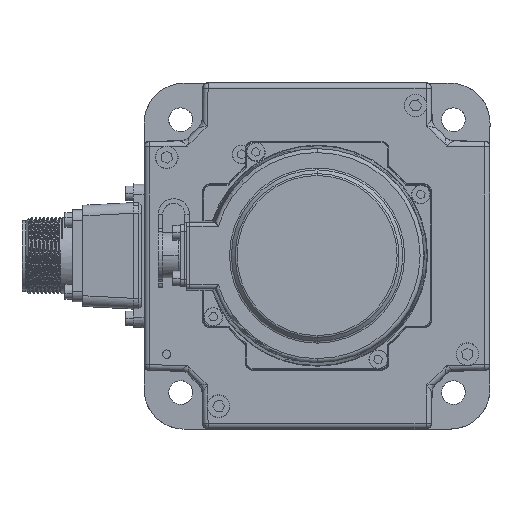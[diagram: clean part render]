
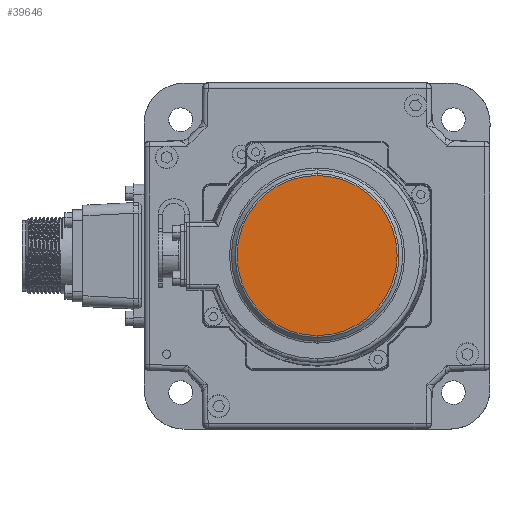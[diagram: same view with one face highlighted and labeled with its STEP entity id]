
A CAD part, top view. The second image highlights one B-rep face of the part: STEP entity #39646.
In plain terms, the highlighted planar face has unit normal (0, 0, 1).
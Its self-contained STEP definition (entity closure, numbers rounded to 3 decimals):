
#1208 = CARTESIAN_POINT ( 'NONE',  ( 0., -30.086, 85.25 ) ) ;
#1388 = DIRECTION ( 'NONE',  ( 0., 0., 1. ) ) ;
#1908 = FACE_OUTER_BOUND ( 'NONE', #15046, .T. ) ;
#2216 = VERTEX_POINT ( 'NONE', #26999 ) ;
#3585 = CIRCLE ( 'NONE', #13711, 30.086 ) ;
#4137 = ORIENTED_EDGE ( 'NONE', *, *, #38139, .T. ) ;
#4338 = VERTEX_POINT ( 'NONE', #1208 ) ;
#5609 = AXIS2_PLACEMENT_3D ( 'NONE', #36043, #39506, #13797 ) ;
#11458 = AXIS2_PLACEMENT_3D ( 'NONE', #23644, #1388, #14543 ) ;
#11718 = DIRECTION ( 'NONE',  ( 0., 1., 0. ) ) ;
#13711 = AXIS2_PLACEMENT_3D ( 'NONE', #30580, #33846, #11718 ) ;
#13797 = DIRECTION ( 'NONE',  ( 0., 1., 0. ) ) ;
#14543 = DIRECTION ( 'NONE',  ( 0., 1., 0. ) ) ;
#15046 = EDGE_LOOP ( 'NONE', ( #17233, #4137 ) ) ;
#17233 = ORIENTED_EDGE ( 'NONE', *, *, #21350, .T. ) ;
#17530 = PLANE ( 'NONE',  #5609 ) ;
#21350 = EDGE_CURVE ( 'NONE', #2216, #4338, #24405, .T. ) ;
#23644 = CARTESIAN_POINT ( 'NONE',  ( 0., 0., 85.25 ) ) ;
#24405 = CIRCLE ( 'NONE', #11458, 30.086 ) ;
#26999 = CARTESIAN_POINT ( 'NONE',  ( 0., 30.086, 85.25 ) ) ;
#30580 = CARTESIAN_POINT ( 'NONE',  ( 0., 0., 85.25 ) ) ;
#33846 = DIRECTION ( 'NONE',  ( 0., 0., 1. ) ) ;
#36043 = CARTESIAN_POINT ( 'NONE',  ( 0., 0., 85.25 ) ) ;
#38139 = EDGE_CURVE ( 'NONE', #4338, #2216, #3585, .T. ) ;
#39506 = DIRECTION ( 'NONE',  ( 0., 0., 1. ) ) ;
#39646 = ADVANCED_FACE ( 'NONE', ( #1908 ), #17530, .T. ) ;
